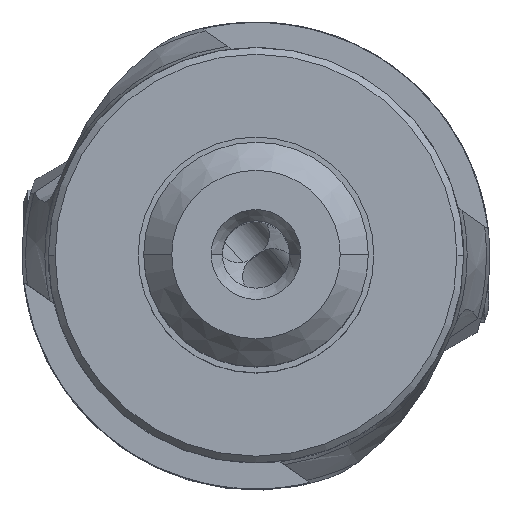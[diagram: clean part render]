
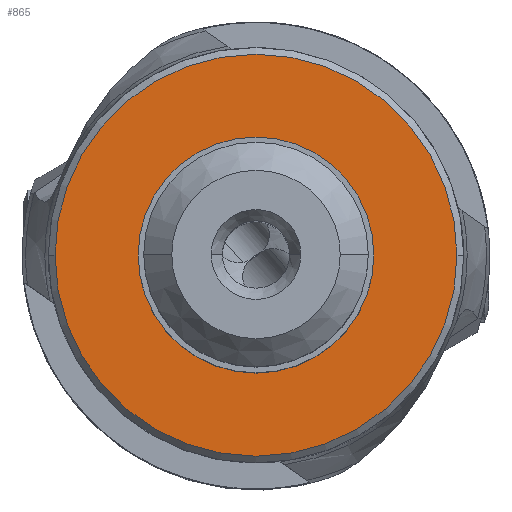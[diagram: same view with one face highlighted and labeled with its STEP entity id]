
A CAD part, top view. The second image highlights one B-rep face of the part: STEP entity #865.
In plain terms, the highlighted planar face has unit normal (0, 0, 1).
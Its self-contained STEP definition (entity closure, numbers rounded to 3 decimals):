
#67=FACE_BOUND('',#1473,.T.);
#68=FACE_BOUND('',#1474,.T.);
#219=PLANE('',#5180);
#865=ADVANCED_FACE('',(#67,#68),#219,.T.);
#1473=EDGE_LOOP('',(#2681,#2682,#2683,#2684));
#1474=EDGE_LOOP('',(#2685,#2686));
#1696=CIRCLE('',#5173,8.95);
#1697=CIRCLE('',#5174,8.95);
#1698=CIRCLE('',#5176,8.95);
#1699=CIRCLE('',#5177,8.95);
#1700=CIRCLE('',#5178,5.25);
#1701=CIRCLE('',#5179,5.25);
#2681=ORIENTED_EDGE('',*,*,#4286,.F.);
#2682=ORIENTED_EDGE('',*,*,#4287,.F.);
#2683=ORIENTED_EDGE('',*,*,#4285,.F.);
#2684=ORIENTED_EDGE('',*,*,#4284,.F.);
#2685=ORIENTED_EDGE('',*,*,#4288,.F.);
#2686=ORIENTED_EDGE('',*,*,#4289,.F.);
#3653=VERTEX_POINT('',#9654);
#3654=VERTEX_POINT('',#9656);
#3655=VERTEX_POINT('',#9658);
#3656=VERTEX_POINT('',#9662);
#3657=VERTEX_POINT('',#9665);
#3658=VERTEX_POINT('',#9666);
#4284=EDGE_CURVE('',#3654,#3655,#1696,.T.);
#4285=EDGE_CURVE('',#3655,#3653,#1697,.T.);
#4286=EDGE_CURVE('',#3656,#3654,#1698,.T.);
#4287=EDGE_CURVE('',#3653,#3656,#1699,.T.);
#4288=EDGE_CURVE('',#3657,#3658,#1700,.T.);
#4289=EDGE_CURVE('',#3658,#3657,#1701,.T.);
#5173=AXIS2_PLACEMENT_3D('',#9657,#6159,#6160);
#5174=AXIS2_PLACEMENT_3D('',#9659,#6161,#6162);
#5176=AXIS2_PLACEMENT_3D('',#9661,#6165,#6166);
#5177=AXIS2_PLACEMENT_3D('',#9663,#6167,#6168);
#5178=AXIS2_PLACEMENT_3D('',#9664,#6169,#6170);
#5179=AXIS2_PLACEMENT_3D('',#9667,#6171,#6172);
#5180=AXIS2_PLACEMENT_3D('',#9668,#6173,#6174);
#6159=DIRECTION('',(0.,0.,-1.));
#6160=DIRECTION('',(1.,0.,0.));
#6161=DIRECTION('',(0.,0.,-1.));
#6162=DIRECTION('',(0.,-1.,0.));
#6165=DIRECTION('',(0.,0.,-1.));
#6166=DIRECTION('',(0.,1.,0.));
#6167=DIRECTION('',(0.,0.,-1.));
#6168=DIRECTION('',(-1.,0.,0.));
#6169=DIRECTION('',(0.,0.,1.));
#6170=DIRECTION('',(1.,0.,0.));
#6171=DIRECTION('',(0.,0.,1.));
#6172=DIRECTION('',(-1.,0.,0.));
#6173=DIRECTION('',(0.,0.,1.));
#6174=DIRECTION('',(-1.,0.,0.));
#9654=CARTESIAN_POINT('',(-8.95,0.,0.));
#9656=CARTESIAN_POINT('',(8.95,0.,0.));
#9657=CARTESIAN_POINT('',(0.,0.,0.));
#9658=CARTESIAN_POINT('',(0.,-8.95,0.));
#9659=CARTESIAN_POINT('',(0.,0.,0.));
#9661=CARTESIAN_POINT('',(0.,0.,0.));
#9662=CARTESIAN_POINT('',(0.,8.95,0.));
#9663=CARTESIAN_POINT('',(0.,0.,0.));
#9664=CARTESIAN_POINT('',(0.,0.,0.));
#9665=CARTESIAN_POINT('',(5.25,0.,0.));
#9666=CARTESIAN_POINT('',(-5.25,0.,0.));
#9667=CARTESIAN_POINT('',(0.,0.,0.));
#9668=CARTESIAN_POINT('',(0.,0.001,0.));
